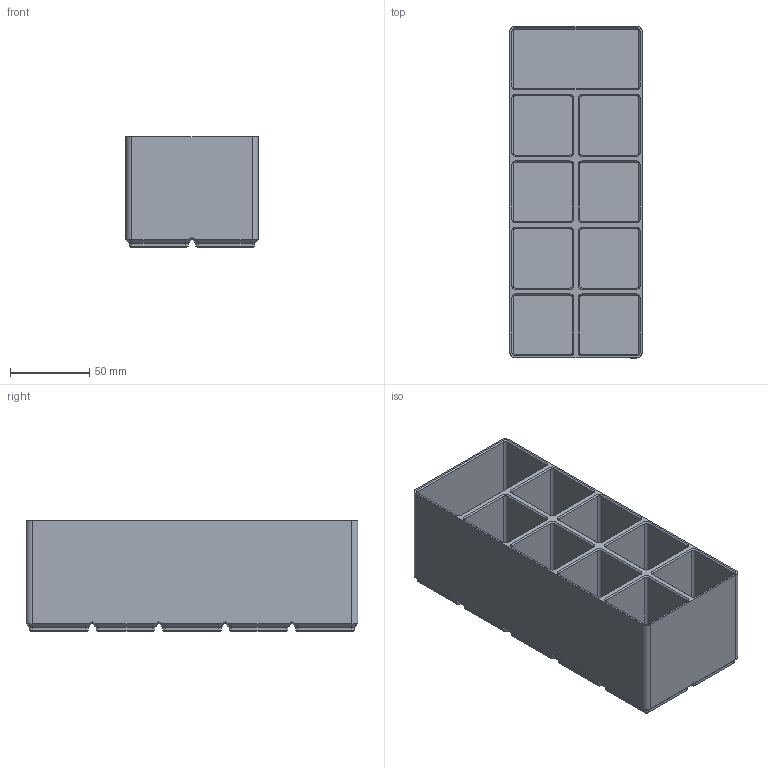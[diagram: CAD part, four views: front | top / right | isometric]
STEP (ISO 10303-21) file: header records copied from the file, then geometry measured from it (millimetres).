
FILE_DESCRIPTION(('Creo Elements/Direct Modeling STEP Export'),'2;1');
FILE_NAME('Gridfinity-2x5x70-05.stp','2022-11-06T19:08:14',(''),(''),'Creo Elements/Direct Modeling STEP processor for AP214 (Solid Model)','Creo Elements/Direct Modeling 20.3A 20-Jun-2020 (C) Parametric Technology GmbH','');
FILE_SCHEMA(('AUTOMOTIVE_DESIGN { 1 0 10303 214 1 1 1 1 }'));
Length unit declared in the file: millimetre
Products named in the file (2): 2x5x70-05
Assembly tree (1 placements, depth 2):
  2x5x70-05
    2x5x70-05
Bounding box: 83.5 x 209.5 x 70 mm (x, y, z)
Volume: 309480.6 mm3; surface area: 168423.7 mm2
Topology: 1 solids, 1 shells, 652 faces, 1413 edges, 852 vertices
Faces by surface type: plane 296, cylinder 240, cone 116
Entity records: 19455 total; most frequent: CARTESIAN_POINT 5522, DIRECTION 2881, ORIENTED_EDGE 2826, EDGE_CURVE 1413, AXIS2_PLACEMENT_3D 1035, VERTEX_POINT 852, VECTOR 811, LINE 811
